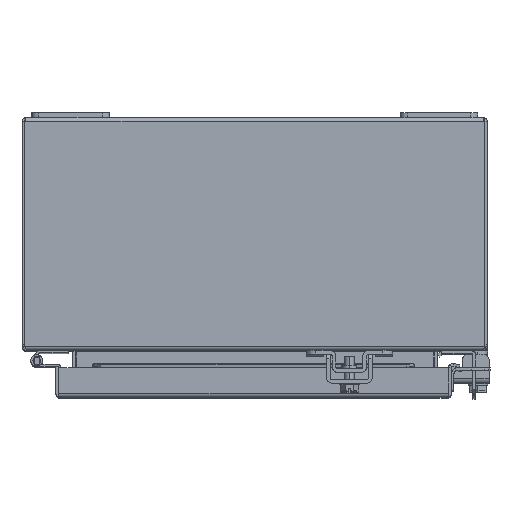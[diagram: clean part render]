
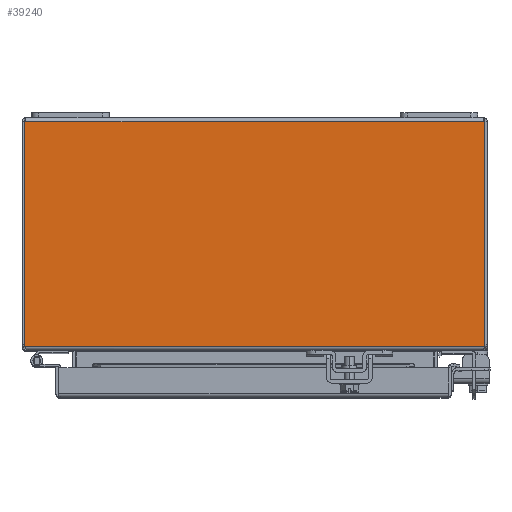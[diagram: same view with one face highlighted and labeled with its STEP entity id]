
A CAD part, top view. The second image highlights one B-rep face of the part: STEP entity #39240.
In plain terms, the highlighted planar face has unit normal (0, 0, 1).
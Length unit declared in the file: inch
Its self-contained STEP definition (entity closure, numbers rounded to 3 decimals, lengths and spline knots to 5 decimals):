
#497 = FACE_OUTER_BOUND ( 'NONE', #6305, .T. ) ;
#523 = VERTEX_POINT ( 'NONE', #1798 ) ;
#1798 = CARTESIAN_POINT ( 'NONE',  ( -5.92214, -5.892, 8. ) ) ;
#3100 = DIRECTION ( 'NONE',  ( 1., 0., 0. ) ) ;
#3898 = VERTEX_POINT ( 'NONE', #20801 ) ;
#4494 = EDGE_CURVE ( 'NONE', #3898, #523, #20649, .T. ) ;
#4622 = VERTEX_POINT ( 'NONE', #40372 ) ;
#5175 = DIRECTION ( 'NONE',  ( 0., 0., -1. ) ) ;
#5316 = DIRECTION ( 'NONE',  ( 0., 1., 0. ) ) ;
#6305 = EDGE_LOOP ( 'NONE', ( #40110, #37353, #33077, #10948, #35100, #24287 ) ) ;
#6536 = LINE ( 'NONE', #19626, #39205 ) ;
#6608 = VECTOR ( 'NONE', #5316, 39.37008 ) ;
#6691 = EDGE_CURVE ( 'NONE', #523, #32837, #22235, .T. ) ;
#7562 = VERTEX_POINT ( 'NONE', #34539 ) ;
#9988 = VERTEX_POINT ( 'NONE', #19924 ) ;
#10948 = ORIENTED_EDGE ( 'NONE', *, *, #19923, .F. ) ;
#11224 = CIRCLE ( 'NONE', #31071, 0.1 ) ;
#14029 = CARTESIAN_POINT ( 'NONE',  ( 41.406, 0., 8. ) ) ;
#14553 = EDGE_CURVE ( 'NONE', #7562, #9988, #42332, .T. ) ;
#18073 = DIRECTION ( 'NONE',  ( 0., 0., -1. ) ) ;
#18253 = CARTESIAN_POINT ( 'NONE',  ( 41.406, -5.892, 8. ) ) ;
#18642 = LINE ( 'NONE', #35405, #6608 ) ;
#19246 = CARTESIAN_POINT ( 'NONE',  ( -5.92789, -5.85858, 8. ) ) ;
#19626 = CARTESIAN_POINT ( 'NONE',  ( -5.892, -0.108, 8. ) ) ;
#19923 = EDGE_CURVE ( 'NONE', #32837, #4622, #18642, .T. ) ;
#19924 = CARTESIAN_POINT ( 'NONE',  ( 5.92789, -5.85858, 8. ) ) ;
#20649 = LINE ( 'NONE', #18253, #28242 ) ;
#20801 = CARTESIAN_POINT ( 'NONE',  ( 5.92214, -5.892, 8. ) ) ;
#22235 = CIRCLE ( 'NONE', #33208, 0.1 ) ;
#22968 = DIRECTION ( 'NONE',  ( 0., -1., 0. ) ) ;
#23400 = CARTESIAN_POINT ( 'NONE',  ( 5.92789, 0., 8. ) ) ;
#24287 = ORIENTED_EDGE ( 'NONE', *, *, #4494, .F. ) ;
#26748 = PLANE ( 'NONE',  #29682 ) ;
#28242 = VECTOR ( 'NONE', #41293, 39.37008 ) ;
#28603 = CARTESIAN_POINT ( 'NONE',  ( -5.82789, -5.85858, 8. ) ) ;
#29682 = AXIS2_PLACEMENT_3D ( 'NONE', #14029, #39864, #39637 ) ;
#31071 = AXIS2_PLACEMENT_3D ( 'NONE', #40448, #18073, #40664 ) ;
#31386 = VECTOR ( 'NONE', #22968, 39.37008 ) ;
#31405 = DIRECTION ( 'NONE',  ( -1., 0., 0. ) ) ;
#32837 = VERTEX_POINT ( 'NONE', #19246 ) ;
#33077 = ORIENTED_EDGE ( 'NONE', *, *, #38257, .F. ) ;
#33208 = AXIS2_PLACEMENT_3D ( 'NONE', #28603, #5175, #31405 ) ;
#34539 = CARTESIAN_POINT ( 'NONE',  ( 5.92789, -0.108, 8. ) ) ;
#35100 = ORIENTED_EDGE ( 'NONE', *, *, #6691, .F. ) ;
#35405 = CARTESIAN_POINT ( 'NONE',  ( -5.92789, 0., 8. ) ) ;
#37353 = ORIENTED_EDGE ( 'NONE', *, *, #14553, .F. ) ;
#38257 = EDGE_CURVE ( 'NONE', #4622, #7562, #6536, .T. ) ;
#39205 = VECTOR ( 'NONE', #3100, 39.37008 ) ;
#39240 = ADVANCED_FACE ( 'NONE', ( #497 ), #26748, .F. ) ;
#39637 = DIRECTION ( 'NONE',  ( -1., 0., 0. ) ) ;
#39864 = DIRECTION ( 'NONE',  ( 0., 0., -1. ) ) ;
#40110 = ORIENTED_EDGE ( 'NONE', *, *, #40718, .F. ) ;
#40372 = CARTESIAN_POINT ( 'NONE',  ( -5.92789, -0.108, 8. ) ) ;
#40448 = CARTESIAN_POINT ( 'NONE',  ( 5.82789, -5.85858, 8. ) ) ;
#40664 = DIRECTION ( 'NONE',  ( 1., 0., 0. ) ) ;
#40718 = EDGE_CURVE ( 'NONE', #9988, #3898, #11224, .T. ) ;
#41293 = DIRECTION ( 'NONE',  ( -1., 0., 0. ) ) ;
#42332 = LINE ( 'NONE', #23400, #31386 ) ;
